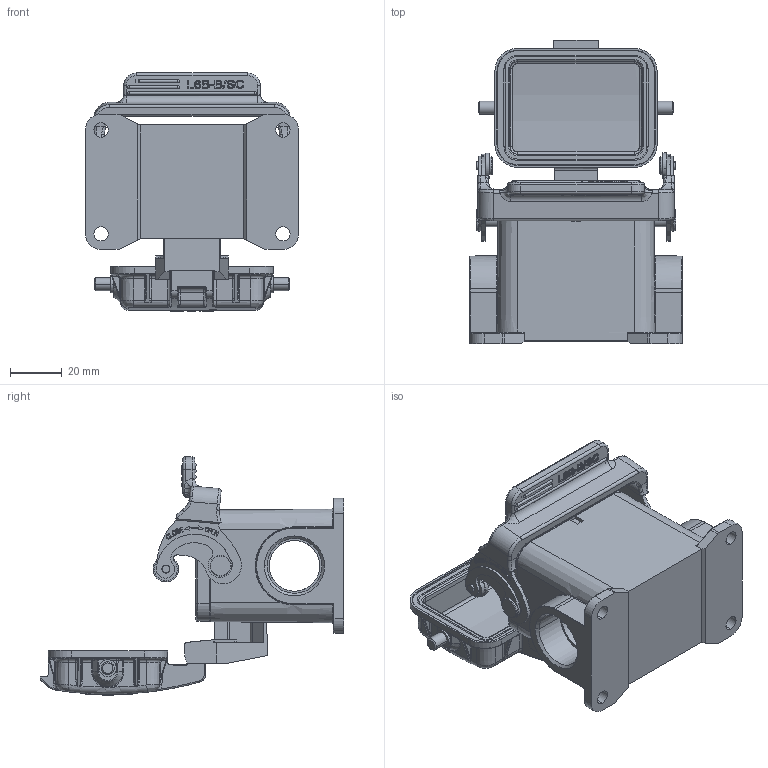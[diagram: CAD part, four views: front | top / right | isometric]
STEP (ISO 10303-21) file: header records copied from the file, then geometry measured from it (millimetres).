
FILE_DESCRIPTION((''),'2;1');
FILE_NAME('3D_1110062611102_H6B-SF-1L_SC-M','2020-07-02T',('lian.chen'),(''),'PRO/ENGINEER BY PARAMETRIC TECHNOLOGY CORPORATION, 2012480','PRO/ENGINEER BY PARAMETRIC TECHNOLOGY CORPORATION, 2012480','');
FILE_SCHEMA(('AUTOMOTIVE_DESIGN { 1 0 10303 214 1 1 1 1 }'));
Products named in the file (1): 3D_1110062611102_H6B-SF-1L_SC-M
Bounding box: 82 x 116.93 x 91.72 mm (x, y, z)
Volume: 97241.6 mm3; surface area: 56869.7 mm2
Topology: 1 solids, 31 shells, 1889 faces, 4916 edges, 3126 vertices
Faces by surface type: plane 698, cylinder 487, extrusion 266, bspline 194, torus 167, cone 47, sphere 30
Entity records: 72220 total; most frequent: CARTESIAN_POINT 27395, ORIENTED_EDGE 9680, DIRECTION 8003, EDGE_CURVE 4879, VERTEX_POINT 3126, AXIS2_PLACEMENT_3D 2700, VECTOR 2603, LINE 2337
